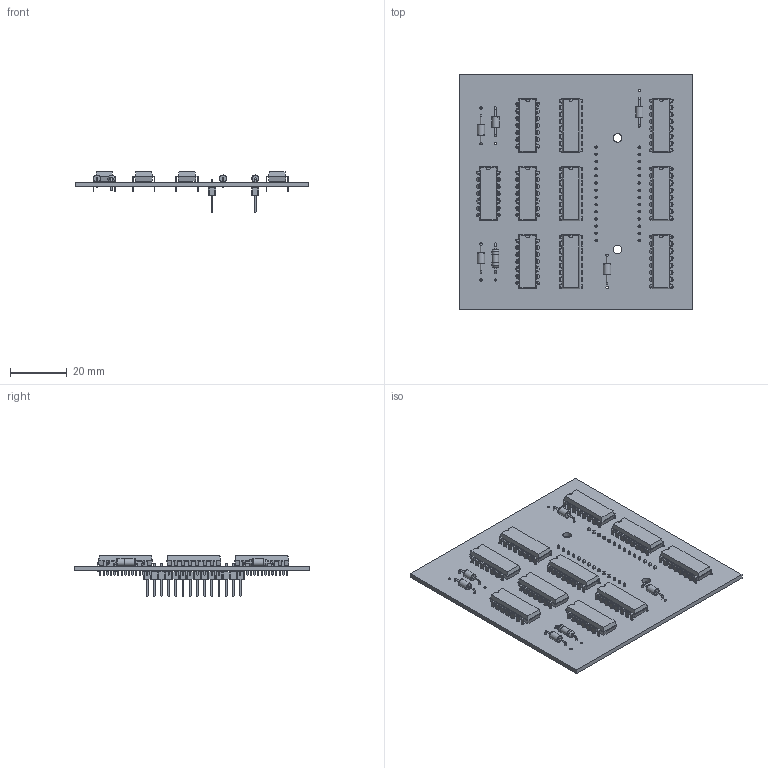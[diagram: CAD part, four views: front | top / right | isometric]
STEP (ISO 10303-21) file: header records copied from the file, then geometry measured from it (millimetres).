
FILE_DESCRIPTION(('KiCad electronic assembly'),'2;1');
FILE_NAME('V RAM ADDRESSER (NVC-284).step','2024-11-19T18:52:42',( 'Pcbnew'),('Kicad'),'Open CASCADE STEP processor 7.7', 'KiCad to STEP converter','Unknown');
FILE_SCHEMA(('AUTOMOTIVE_DESIGN { 1 0 10303 214 1 1 1 1 }'));
Length unit declared in the file: millimetre
Products named in the file (12): V RAM ADDRESSER (NVC-284) 1; PinHeader_1x14_P2.54mm_Vertical; PinHeader_1x14_P254mm_Vertical; DIP-14_W7.62mm; DIP-16_W7.62mm; C_Axial_L3.8mm_D2.6mm_P10.00mm_Horizontal; C_Axial_L38mm_D26mm_P1000mm_Horizontal; R_Axial_DIN0207_L6.3mm_D2.5mm_P10.16mm_Horizontal; R_Axial_DIN0207_L63mm_D25mm_P1016mm_Horizontal; V RAM ADDRESSER (NVC-284)_PCB
Assembly tree (24 placements, depth 3):
  V RAM ADDRESSER (NVC-284) 1
    PinHeader_1x14_P2.54mm_Vertical  x2
      PinHeader_1x14_P254mm_Vertical
    DIP-14_W7.62mm  x4
      DIP-14_W7.62mm
    DIP-16_W7.62mm  x6
      DIP-16_W7.62mm
    C_Axial_L3.8mm_D2.6mm_P10.00mm_Horizontal  x5
      C_Axial_L38mm_D26mm_P1000mm_Horizontal
    R_Axial_DIN0207_L6.3mm_D2.5mm_P10.16mm_Horizontal
      R_Axial_DIN0207_L63mm_D25mm_P1016mm_Horizontal
    V RAM ADDRESSER (NVC-284)_PCB
Bounding box: 82.61 x 83.45 x 14.22 mm (x, y, z)
Volume: 15435.2 mm3; surface area: 22431.7 mm2
Topology: 19 solids, 19 shells, 3676 faces, 9721 edges, 6163 vertices
Faces by surface type: plane 2840, cylinder 550, bspline 272, revolution 10, torus 4
Full cylindrical faces by diameter (mm): 0.5 x20, 0.6 x4, 0.8 x192, 2.25 x1, 2.34 x10, 2.5 x2, 2.6 x5, 3 x2
Entity records: 41606 total; most frequent: CARTESIAN_POINT 6695, ORIENTED_EDGE 5826, DIRECTION 5584, EDGE_CURVE 2913, LINE 2322, VECTOR 2322, VERTEX_POINT 1855, AXIS2_PLACEMENT_3D 1630
